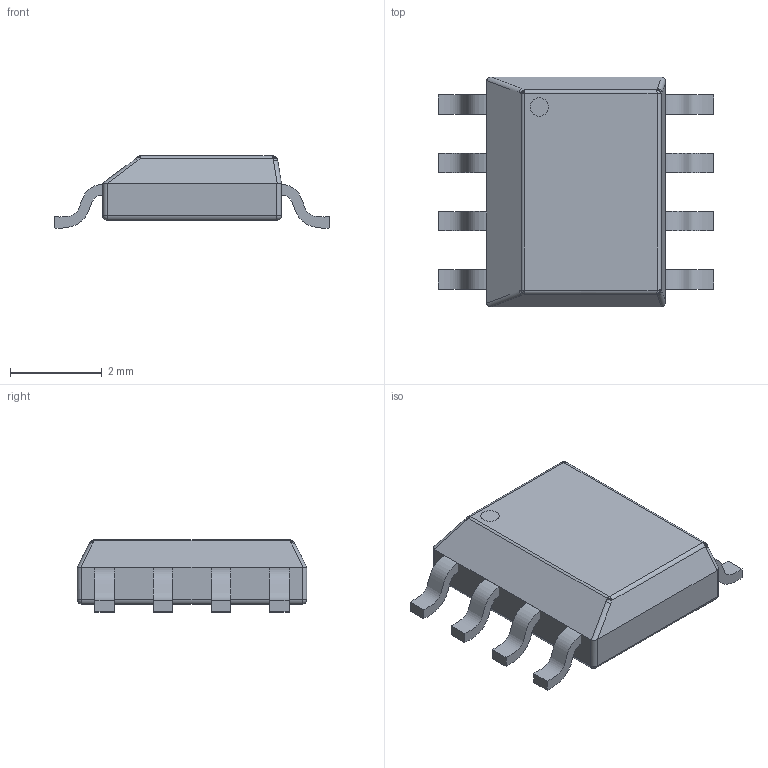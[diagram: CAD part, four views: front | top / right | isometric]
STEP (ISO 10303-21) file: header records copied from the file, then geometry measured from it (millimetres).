
FILE_DESCRIPTION(('for SolidWorks'),'2;1');
FILE_NAME('soic-8_150mil.step', '2016-08-16T10:39:29',('Serg'),(''),'Open CASCADE STEP processor 6.6', 'DipTrace','Unknown');
FILE_SCHEMA(('AUTOMOTIVE_DESIGN { 1 0 10303 214 1 1 1 1 }'));
Length unit declared in the file: millimetre
Products named in the file (3): ASSEMBLY; soic-8_150mil; soic-8_150mil_001
Assembly tree (2 placements, depth 2):
  ASSEMBLY
    soic-8_150mil
    soic-8_150mil_001
Bounding box: 6 x 5 x 1.58 mm (x, y, z)
Volume: 26.6 mm3; surface area: 76.7 mm2
Topology: 9 solids, 9 shells, 92 faces, 203 edges, 122 vertices
Faces by surface type: bspline 44, plane 27, cylinder 17, sphere 4
Full cylindrical faces by diameter (mm): 0.4 x1
Entity records: 3700 total; most frequent: CARTESIAN_POINT 1713, ORIENTED_EDGE 390, EDGE_CURVE 195, DIRECTION 187, VERTEX_POINT 122, B_SPLINE_CURVE_WITH_KNOTS 120, FACE_BOUND 93, EDGE_LOOP 93
